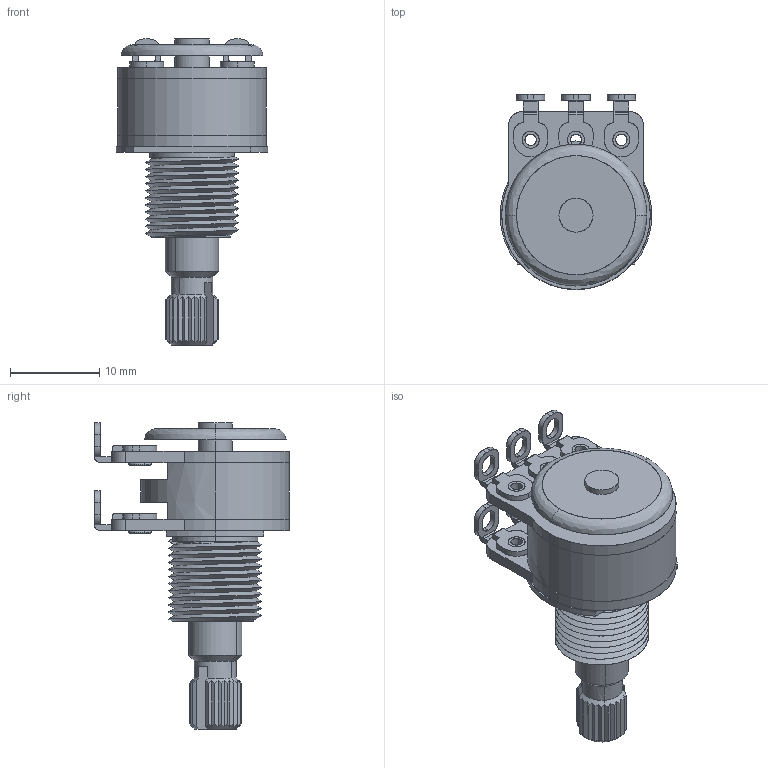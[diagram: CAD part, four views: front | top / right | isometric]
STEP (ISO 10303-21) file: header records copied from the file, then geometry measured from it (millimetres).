
FILE_DESCRIPTION(('FreeCAD Model'),'2;1');
FILE_NAME('Stereo_Pot_Direct_Export.step','2019-03-04T14:45:08',('Author'),(''), 'Open CASCADE STEP processor 7.2','FreeCAD','Unknown');
FILE_SCHEMA(('AUTOMOTIVE_DESIGN { 1 0 10303 214 1 1 1 1 }'));
Length unit declared in the file: millimetre
Products named in the file (19): Stereo_Pot014; Stereo_Pot003; Stereo_Pot005; Stereo_Pot007; Stereo_Pot008; Stereo_Pot010; Stereo_Pot011; Stereo_Pot013; Stereo_Pot004; Stereo_Pot009; Stereo_Pot002; Stereo_Pot006; Stereo_Pot012; Stereo_Pot; Stereo_Pot001; Stereo_Pot016; Stereo_Pot017; Stereo_Pot018; Stereo_Pot015
Bounding box: 17.02 x 21.84 x 34.29 mm (x, y, z)
Surface area: 4711.3 mm2 (no closed solid volume)
Topology: 0 solids, 444 shells, 444 faces, 5840 edges, 5834 vertices
Faces by surface type: bspline 255, revolution 189
Entity records: 59870 total; most frequent: CARTESIAN_POINT 24665, ORIENTED_EDGE 5834, EDGE_CURVE 5834, VERTEX_POINT 5834, B_SPLINE_CURVE_WITH_KNOTS 4101, DIRECTION 2610, LINE 1425, VECTOR 1425
